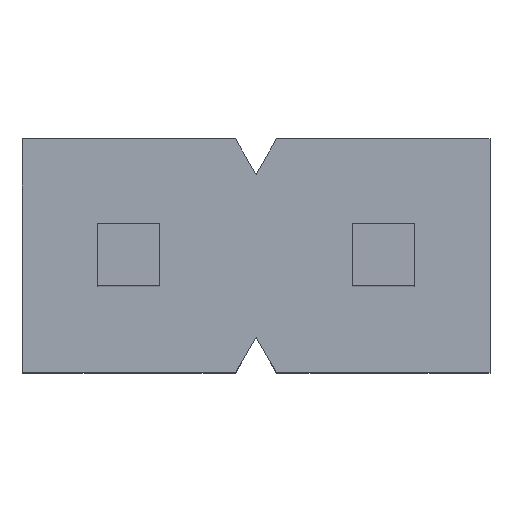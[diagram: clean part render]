
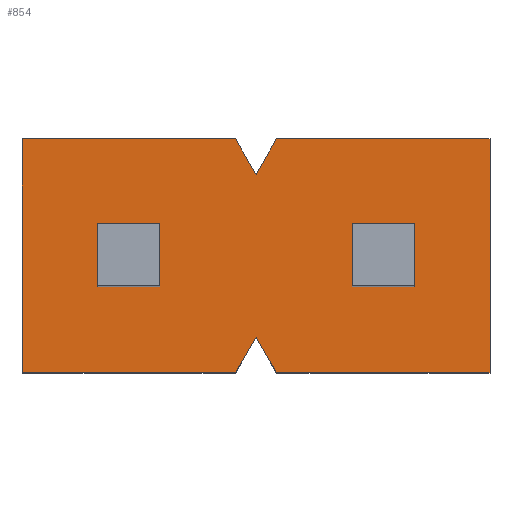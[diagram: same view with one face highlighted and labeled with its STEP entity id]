
A CAD part, top view. The second image highlights one B-rep face of the part: STEP entity #854.
In plain terms, the highlighted planar face has unit normal (0, 0, 1).
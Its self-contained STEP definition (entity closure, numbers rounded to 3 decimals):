
#154=DIRECTION('',(-1.,0.,0.));
#155=VECTOR('',#154,2.131);
#156=CARTESIAN_POINT('',(-0.205,1.168,0.));
#157=LINE('',#156,#155);
#186=DIRECTION('',(-1.,0.,0.));
#187=VECTOR('',#186,2.131);
#188=CARTESIAN_POINT('',(2.337,1.168,0.));
#189=LINE('',#188,#187);
#234=DIRECTION('',(0.,-1.,0.));
#235=VECTOR('',#234,2.337);
#236=CARTESIAN_POINT('',(-2.337,1.168,0.));
#237=LINE('',#236,#235);
#238=DIRECTION('',(0.5,-0.866,0.));
#239=VECTOR('',#238,0.411);
#240=CARTESIAN_POINT('',(-0.205,1.168,0.));
#241=LINE('',#240,#239);
#242=DIRECTION('',(0.5,0.866,0.));
#243=VECTOR('',#242,0.411);
#244=CARTESIAN_POINT('',(0.,0.813,0.));
#245=LINE('',#244,#243);
#246=DIRECTION('',(0.,-1.,0.));
#247=VECTOR('',#246,2.337);
#248=CARTESIAN_POINT('',(2.337,1.168,0.));
#249=LINE('',#248,#247);
#250=DIRECTION('',(-0.5,0.866,0.));
#251=VECTOR('',#250,0.411);
#252=CARTESIAN_POINT('',(0.205,-1.168,0.));
#253=LINE('',#252,#251);
#254=DIRECTION('',(-0.5,-0.866,0.));
#255=VECTOR('',#254,0.411);
#256=CARTESIAN_POINT('',(0.,-0.813,0.));
#257=LINE('',#256,#255);
#258=DIRECTION('',(0.,1.,0.));
#259=VECTOR('',#258,0.622);
#260=CARTESIAN_POINT('',(-1.581,-0.311,0.));
#261=LINE('',#260,#259);
#262=DIRECTION('',(1.,0.,0.));
#263=VECTOR('',#262,0.622);
#264=CARTESIAN_POINT('',(-1.581,-0.311,0.));
#265=LINE('',#264,#263);
#266=DIRECTION('',(0.,1.,0.));
#267=VECTOR('',#266,0.622);
#268=CARTESIAN_POINT('',(-0.959,-0.311,0.));
#269=LINE('',#268,#267);
#270=DIRECTION('',(1.,0.,0.));
#271=VECTOR('',#270,0.622);
#272=CARTESIAN_POINT('',(-1.581,0.311,0.));
#273=LINE('',#272,#271);
#274=DIRECTION('',(0.,1.,0.));
#275=VECTOR('',#274,0.622);
#276=CARTESIAN_POINT('',(0.959,-0.311,0.));
#277=LINE('',#276,#275);
#278=DIRECTION('',(1.,0.,0.));
#279=VECTOR('',#278,0.622);
#280=CARTESIAN_POINT('',(0.959,-0.311,0.));
#281=LINE('',#280,#279);
#282=DIRECTION('',(0.,1.,0.));
#283=VECTOR('',#282,0.622);
#284=CARTESIAN_POINT('',(1.581,-0.311,0.));
#285=LINE('',#284,#283);
#286=DIRECTION('',(1.,0.,0.));
#287=VECTOR('',#286,0.622);
#288=CARTESIAN_POINT('',(0.959,0.311,0.));
#289=LINE('',#288,#287);
#310=DIRECTION('',(-1.,0.,0.));
#311=VECTOR('',#310,2.131);
#312=CARTESIAN_POINT('',(-0.205,-1.168,0.));
#313=LINE('',#312,#311);
#342=DIRECTION('',(-1.,0.,0.));
#343=VECTOR('',#342,2.131);
#344=CARTESIAN_POINT('',(2.337,-1.168,0.));
#345=LINE('',#344,#343);
#542=CARTESIAN_POINT('',(-2.337,1.168,0.));
#544=VERTEX_POINT('',#542);
#547=CARTESIAN_POINT('',(2.337,1.168,0.));
#549=VERTEX_POINT('',#547);
#550=CARTESIAN_POINT('',(-2.337,-1.168,0.));
#552=VERTEX_POINT('',#550);
#555=CARTESIAN_POINT('',(2.337,-1.168,0.));
#557=VERTEX_POINT('',#555);
#574=CARTESIAN_POINT('',(-1.581,-0.311,0.));
#575=CARTESIAN_POINT('',(-1.581,0.311,0.));
#576=VERTEX_POINT('',#574);
#577=VERTEX_POINT('',#575);
#578=CARTESIAN_POINT('',(-0.959,-0.311,0.));
#579=CARTESIAN_POINT('',(-0.959,0.311,0.));
#580=VERTEX_POINT('',#578);
#581=VERTEX_POINT('',#579);
#591=CARTESIAN_POINT('',(-0.205,1.168,0.));
#593=VERTEX_POINT('',#591);
#595=CARTESIAN_POINT('',(0.205,1.168,0.));
#597=VERTEX_POINT('',#595);
#599=CARTESIAN_POINT('',(0.205,-1.168,0.));
#601=VERTEX_POINT('',#599);
#603=CARTESIAN_POINT('',(-0.205,-1.168,0.));
#605=VERTEX_POINT('',#603);
#610=CARTESIAN_POINT('',(0.,0.813,0.));
#611=VERTEX_POINT('',#610);
#612=CARTESIAN_POINT('',(0.,-0.813,0.));
#613=VERTEX_POINT('',#612);
#654=CARTESIAN_POINT('',(0.959,-0.311,0.));
#655=VERTEX_POINT('',#654);
#656=CARTESIAN_POINT('',(0.959,0.311,0.));
#657=VERTEX_POINT('',#656);
#662=CARTESIAN_POINT('',(1.581,-0.311,0.));
#663=VERTEX_POINT('',#662);
#664=CARTESIAN_POINT('',(1.581,0.311,0.));
#665=VERTEX_POINT('',#664);
#810=CARTESIAN_POINT('',(2.337,1.168,0.));
#811=DIRECTION('',(0.,0.,1.));
#812=DIRECTION('',(-1.,0.,0.));
#813=AXIS2_PLACEMENT_3D('',#810,#811,#812);
#814=PLANE('',#813);
#816=ORIENTED_EDGE('',*,*,#815,.T.);
#818=ORIENTED_EDGE('',*,*,#817,.T.);
#819=ORIENTED_EDGE('',*,*,#717,.F.);
#821=ORIENTED_EDGE('',*,*,#820,.T.);
#823=ORIENTED_EDGE('',*,*,#822,.T.);
#825=ORIENTED_EDGE('',*,*,#824,.T.);
#827=ORIENTED_EDGE('',*,*,#826,.T.);
#829=ORIENTED_EDGE('',*,*,#828,.T.);
#830=ORIENTED_EDGE('',*,*,#802,.F.);
#831=ORIENTED_EDGE('',*,*,#693,.F.);
#832=EDGE_LOOP('',(#816,#818,#819,#821,#823,#825,#827,#829,#830,#831));
#833=FACE_OUTER_BOUND('',#832,.F.);
#835=ORIENTED_EDGE('',*,*,#834,.F.);
#837=ORIENTED_EDGE('',*,*,#836,.T.);
#839=ORIENTED_EDGE('',*,*,#838,.T.);
#841=ORIENTED_EDGE('',*,*,#840,.F.);
#842=EDGE_LOOP('',(#835,#837,#839,#841));
#843=FACE_BOUND('',#842,.F.);
#845=ORIENTED_EDGE('',*,*,#844,.F.);
#847=ORIENTED_EDGE('',*,*,#846,.T.);
#849=ORIENTED_EDGE('',*,*,#848,.T.);
#851=ORIENTED_EDGE('',*,*,#850,.F.);
#852=EDGE_LOOP('',(#845,#847,#849,#851));
#853=FACE_BOUND('',#852,.F.);
#693=EDGE_CURVE('',#593,#544,#157,.T.);
#717=EDGE_CURVE('',#549,#597,#189,.T.);
#802=EDGE_CURVE('',#544,#552,#237,.T.);
#815=EDGE_CURVE('',#593,#611,#241,.T.);
#817=EDGE_CURVE('',#611,#597,#245,.T.);
#820=EDGE_CURVE('',#549,#557,#249,.T.);
#822=EDGE_CURVE('',#557,#601,#345,.T.);
#824=EDGE_CURVE('',#601,#613,#253,.T.);
#826=EDGE_CURVE('',#613,#605,#257,.T.);
#828=EDGE_CURVE('',#605,#552,#313,.T.);
#834=EDGE_CURVE('',#576,#577,#261,.T.);
#836=EDGE_CURVE('',#576,#580,#265,.T.);
#838=EDGE_CURVE('',#580,#581,#269,.T.);
#840=EDGE_CURVE('',#577,#581,#273,.T.);
#844=EDGE_CURVE('',#655,#657,#277,.T.);
#846=EDGE_CURVE('',#655,#663,#281,.T.);
#848=EDGE_CURVE('',#663,#665,#285,.T.);
#850=EDGE_CURVE('',#657,#665,#289,.T.);
#854=ADVANCED_FACE('',(#833,#843,#853),#814,.T.);
